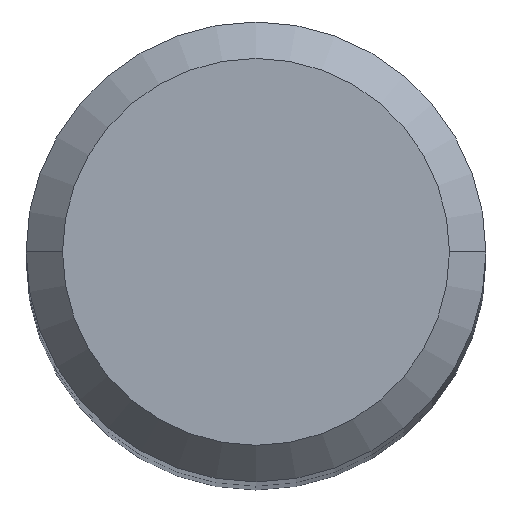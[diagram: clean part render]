
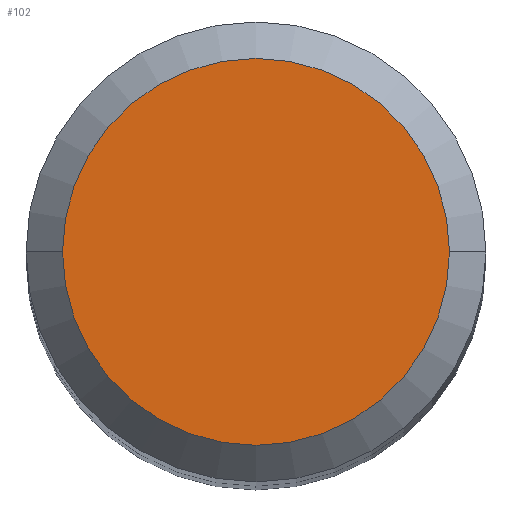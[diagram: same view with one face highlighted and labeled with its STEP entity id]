
A CAD part, top view. The second image highlights one B-rep face of the part: STEP entity #102.
In plain terms, the highlighted planar face has unit normal (0, 0, 1).
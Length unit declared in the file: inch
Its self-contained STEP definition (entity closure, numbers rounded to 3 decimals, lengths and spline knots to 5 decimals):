
#36 = DIRECTION ( 'NONE',  ( 0., 0., -1. ) ) ;
#102 = ADVANCED_FACE ( 'NONE', ( #305 ), #243, .F. ) ;
#116 = AXIS2_PLACEMENT_3D ( 'NONE', #307, #36, #371 ) ;
#119 = CARTESIAN_POINT ( 'NONE',  ( 0., 0., 0. ) ) ;
#148 = AXIS2_PLACEMENT_3D ( 'NONE', #119, #175, #385 ) ;
#175 = DIRECTION ( 'NONE',  ( 0., 0., 1. ) ) ;
#200 = DIRECTION ( 'NONE',  ( 0., 0., 1. ) ) ;
#214 = CARTESIAN_POINT ( 'NONE',  ( 0.1656, 0., 0. ) ) ;
#227 = VERTEX_POINT ( 'NONE', #214 ) ;
#243 = PLANE ( 'NONE',  #116 ) ;
#254 = ORIENTED_EDGE ( 'NONE', *, *, #339, .T. ) ;
#291 = CARTESIAN_POINT ( 'NONE',  ( 0., 0., 0. ) ) ;
#298 = ORIENTED_EDGE ( 'NONE', *, *, #357, .T. ) ;
#300 = VERTEX_POINT ( 'NONE', #310 ) ;
#302 = AXIS2_PLACEMENT_3D ( 'NONE', #291, #200, #349 ) ;
#305 = FACE_OUTER_BOUND ( 'NONE', #353, .T. ) ;
#307 = CARTESIAN_POINT ( 'NONE',  ( 0., 0., 0. ) ) ;
#309 = CIRCLE ( 'NONE', #302, 0.1656 ) ;
#310 = CARTESIAN_POINT ( 'NONE',  ( -0.1656, 0., 0. ) ) ;
#321 = CIRCLE ( 'NONE', #148, 0.1656 ) ;
#339 = EDGE_CURVE ( 'NONE', #227, #300, #321, .T. ) ;
#349 = DIRECTION ( 'NONE',  ( 1., 0., 0. ) ) ;
#353 = EDGE_LOOP ( 'NONE', ( #298, #254 ) ) ;
#357 = EDGE_CURVE ( 'NONE', #300, #227, #309, .T. ) ;
#371 = DIRECTION ( 'NONE',  ( -1., 0., 0. ) ) ;
#385 = DIRECTION ( 'NONE',  ( 1., 0., 0. ) ) ;
